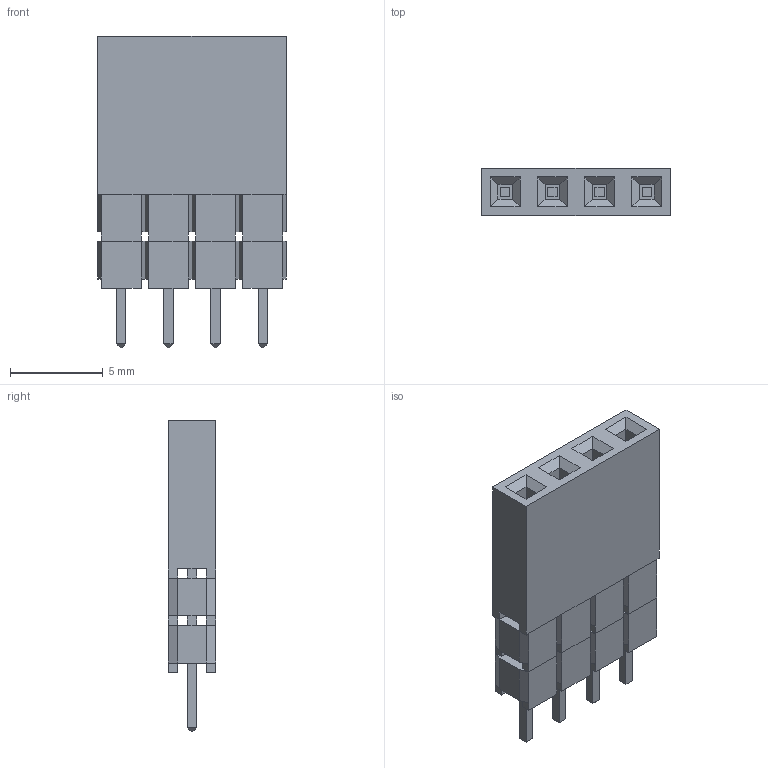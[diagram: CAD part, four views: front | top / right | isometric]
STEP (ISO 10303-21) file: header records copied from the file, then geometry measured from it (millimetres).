
FILE_DESCRIPTION(('FreeCAD Model'),'2;1');
FILE_NAME('Socket_Strip_Straight_L13.6_P2.5_01x04.step','2019-08-27T02:40:58',('Author'),( ''),'Open CASCADE STEP processor 6.8','FreeCAD','Unknown');
FILE_SCHEMA(('AUTOMOTIVE_DESIGN { 1 0 10303 214 1 1 1 1 }'));
Length unit declared in the file: millimetre
Products named in the file (1): Socket_Strip_Straight_L13.6_P2.5_01x04
Bounding box: 10.16 x 2.54 x 16.78 mm (x, y, z)
Volume: 308.7 mm3; surface area: 613.8 mm2
Topology: 1 solids, 1 shells, 266 faces, 646 edges, 372 vertices
Faces by surface type: plane 266
Entity records: 9334 total; most frequent: ORIENTED_EDGE 1292, CARTESIAN_POINT 1285, DIRECTION 1180, EDGE_CURVE 646, LINE 646, VECTOR 646, VERTEX_POINT 372, FACE_BOUND 294
